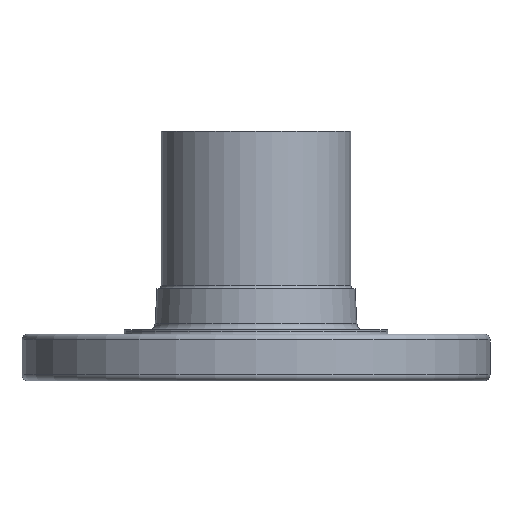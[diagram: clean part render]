
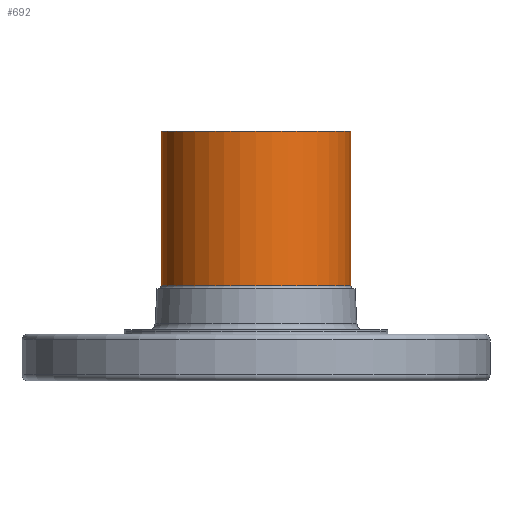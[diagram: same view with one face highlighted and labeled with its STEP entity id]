
A CAD part, left-side view. The second image highlights one B-rep face of the part: STEP entity #692.
In plain terms, the highlighted cylindrical face has radius 3.18 mm (diameter 6.36 mm), a partial arc.
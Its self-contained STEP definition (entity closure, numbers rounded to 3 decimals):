
#283=CARTESIAN_POINT('',(0.,0.,-1.47));
#284=DIRECTION('',(0.,0.,-1.));
#285=DIRECTION('',(0.,1.,0.));
#286=AXIS2_PLACEMENT_3D('',#283,#284,#285);
#315=DIRECTION('',(0.,0.,1.));
#316=VECTOR('',#315,5.18);
#317=CARTESIAN_POINT('',(0.,3.18,-6.65));
#318=LINE('',#317,#316);
#322=DIRECTION('',(0.,0.,1.));
#323=VECTOR('',#322,5.18);
#324=CARTESIAN_POINT('',(0.,-3.18,-6.65));
#325=LINE('',#324,#323);
#337=CARTESIAN_POINT('',(0.,0.,-6.65));
#338=DIRECTION('',(0.,0.,-1.));
#339=DIRECTION('',(0.,1.,0.));
#340=AXIS2_PLACEMENT_3D('',#337,#338,#339);
#353=CARTESIAN_POINT('',(0.,3.18,-6.65));
#354=CARTESIAN_POINT('',(0.,3.18,-1.47));
#355=VERTEX_POINT('',#353);
#356=VERTEX_POINT('',#354);
#377=CARTESIAN_POINT('',(0.,-3.18,-6.65));
#378=CARTESIAN_POINT('',(0.,-3.18,-1.47));
#379=VERTEX_POINT('',#377);
#380=VERTEX_POINT('',#378);
#680=CARTESIAN_POINT('',(0.,0.,1.918));
#681=DIRECTION('',(0.,0.,-1.));
#682=DIRECTION('',(0.,-1.,0.));
#683=AXIS2_PLACEMENT_3D('',#680,#681,#682);
#684=CYLINDRICAL_SURFACE('',#683,3.18);
#685=ORIENTED_EDGE('',*,*,#670,.F.);
#687=ORIENTED_EDGE('',*,*,#686,.T.);
#688=ORIENTED_EDGE('',*,*,#673,.T.);
#689=ORIENTED_EDGE('',*,*,#644,.F.);
#690=EDGE_LOOP('',(#685,#687,#688,#689));
#691=FACE_OUTER_BOUND('',#690,.F.);
#692=ADVANCED_FACE('',(#691),#684,.T.);
#287=CIRCLE('',#286,3.18);
#341=CIRCLE('',#340,3.18);
#644=EDGE_CURVE('',#356,#380,#287,.T.);
#670=EDGE_CURVE('',#355,#356,#318,.T.);
#673=EDGE_CURVE('',#379,#380,#325,.T.);
#686=EDGE_CURVE('',#355,#379,#341,.T.);
